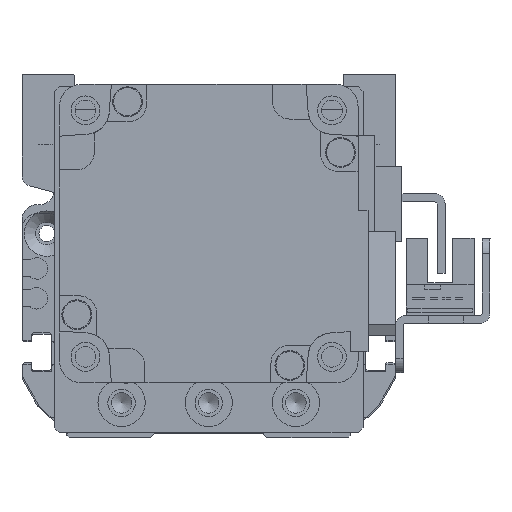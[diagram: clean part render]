
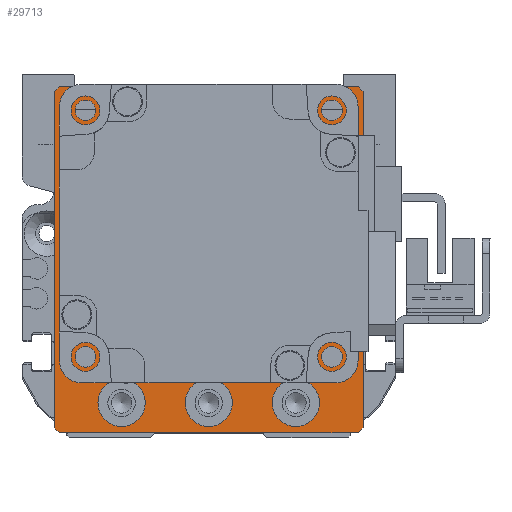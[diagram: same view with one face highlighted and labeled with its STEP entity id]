
A CAD part, left-side view. The second image highlights one B-rep face of the part: STEP entity #29713.
In plain terms, the highlighted face is planar.
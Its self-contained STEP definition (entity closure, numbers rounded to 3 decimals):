
#945=FACE_BOUND('',#5905,.T.);
#946=FACE_BOUND('',#5906,.T.);
#947=FACE_BOUND('',#5907,.T.);
#948=FACE_BOUND('',#5908,.T.);
#949=FACE_BOUND('',#5909,.T.);
#950=FACE_BOUND('',#5910,.T.);
#951=FACE_BOUND('',#5911,.T.);
#952=FACE_BOUND('',#5912,.T.);
#1700=PLANE('',#33381);
#3860=FACE_OUTER_BOUND('',#5904,.T.);
#5904=EDGE_LOOP('',(#26820,#26821,#26822,#26823,#26824,#26825,#26826,#26827));
#5905=EDGE_LOOP('',(#26828));
#5906=EDGE_LOOP('',(#26829));
#5907=EDGE_LOOP('',(#26830));
#5908=EDGE_LOOP('',(#26831));
#5909=EDGE_LOOP('',(#26832));
#5910=EDGE_LOOP('',(#26833));
#5911=EDGE_LOOP('',(#26834));
#5912=EDGE_LOOP('',(#26835));
#8222=LINE('',#51320,#10591);
#8225=LINE('',#51325,#10594);
#8227=LINE('',#51329,#10596);
#8229=LINE('',#51333,#10598);
#8231=LINE('',#51338,#10600);
#8233=LINE('',#51341,#10602);
#8234=LINE('',#51343,#10603);
#8235=LINE('',#51344,#10604);
#10591=VECTOR('',#41687,10.);
#10594=VECTOR('',#41692,10.);
#10596=VECTOR('',#41696,10.);
#10598=VECTOR('',#41700,10.);
#10600=VECTOR('',#41704,10.);
#10602=VECTOR('',#41708,10.);
#10603=VECTOR('',#41709,10.);
#10604=VECTOR('',#41710,10.);
#12513=CIRCLE('',#33382,25.);
#12514=CIRCLE('',#33383,2.067);
#12515=CIRCLE('',#33384,2.067);
#12516=CIRCLE('',#33385,2.067);
#12517=CIRCLE('',#33386,2.067);
#12518=CIRCLE('',#33387,4.75);
#12519=CIRCLE('',#33388,4.75);
#12520=CIRCLE('',#33389,4.75);
#15079=VERTEX_POINT('',#51317);
#15080=VERTEX_POINT('',#51319);
#15081=VERTEX_POINT('',#51323);
#15082=VERTEX_POINT('',#51327);
#15083=VERTEX_POINT('',#51331);
#15084=VERTEX_POINT('',#51335);
#15085=VERTEX_POINT('',#51337);
#15086=VERTEX_POINT('',#51342);
#15087=VERTEX_POINT('',#51345);
#15088=VERTEX_POINT('',#51347);
#15089=VERTEX_POINT('',#51349);
#15090=VERTEX_POINT('',#51351);
#15091=VERTEX_POINT('',#51353);
#15092=VERTEX_POINT('',#51355);
#15093=VERTEX_POINT('',#51357);
#15094=VERTEX_POINT('',#51359);
#19062=EDGE_CURVE('',#15079,#15080,#8222,.T.);
#19065=EDGE_CURVE('',#15079,#15081,#8225,.T.);
#19067=EDGE_CURVE('',#15082,#15081,#8227,.T.);
#19069=EDGE_CURVE('',#15082,#15083,#8229,.T.);
#19071=EDGE_CURVE('',#15084,#15085,#8231,.T.);
#19073=EDGE_CURVE('',#15084,#15080,#8233,.T.);
#19074=EDGE_CURVE('',#15086,#15083,#8234,.T.);
#19075=EDGE_CURVE('',#15086,#15085,#8235,.T.);
#19076=EDGE_CURVE('',#15087,#15087,#12513,.T.);
#19077=EDGE_CURVE('',#15088,#15088,#12514,.T.);
#19078=EDGE_CURVE('',#15089,#15089,#12515,.T.);
#19079=EDGE_CURVE('',#15090,#15090,#12516,.T.);
#19080=EDGE_CURVE('',#15091,#15091,#12517,.T.);
#19081=EDGE_CURVE('',#15092,#15092,#12518,.T.);
#19082=EDGE_CURVE('',#15093,#15093,#12519,.T.);
#19083=EDGE_CURVE('',#15094,#15094,#12520,.T.);
#26820=ORIENTED_EDGE('',*,*,#19071,.F.);
#26821=ORIENTED_EDGE('',*,*,#19073,.T.);
#26822=ORIENTED_EDGE('',*,*,#19062,.F.);
#26823=ORIENTED_EDGE('',*,*,#19065,.T.);
#26824=ORIENTED_EDGE('',*,*,#19067,.F.);
#26825=ORIENTED_EDGE('',*,*,#19069,.T.);
#26826=ORIENTED_EDGE('',*,*,#19074,.F.);
#26827=ORIENTED_EDGE('',*,*,#19075,.T.);
#26828=ORIENTED_EDGE('',*,*,#19076,.T.);
#26829=ORIENTED_EDGE('',*,*,#19077,.T.);
#26830=ORIENTED_EDGE('',*,*,#19078,.T.);
#26831=ORIENTED_EDGE('',*,*,#19079,.T.);
#26832=ORIENTED_EDGE('',*,*,#19080,.T.);
#26833=ORIENTED_EDGE('',*,*,#19081,.T.);
#26834=ORIENTED_EDGE('',*,*,#19082,.T.);
#26835=ORIENTED_EDGE('',*,*,#19083,.T.);
#29713=ADVANCED_FACE('',(#3860,#945,#946,#947,#948,#949,#950,#951,#952),
#1700,.T.);
#33381=AXIS2_PLACEMENT_3D('',#51340,#41706,#41707);
#33382=AXIS2_PLACEMENT_3D('',#51346,#41711,#41712);
#33383=AXIS2_PLACEMENT_3D('',#51348,#41713,#41714);
#33384=AXIS2_PLACEMENT_3D('',#51350,#41715,#41716);
#33385=AXIS2_PLACEMENT_3D('',#51352,#41717,#41718);
#33386=AXIS2_PLACEMENT_3D('',#51354,#41719,#41720);
#33387=AXIS2_PLACEMENT_3D('',#51356,#41721,#41722);
#33388=AXIS2_PLACEMENT_3D('',#51358,#41723,#41724);
#33389=AXIS2_PLACEMENT_3D('',#51360,#41725,#41726);
#41687=DIRECTION('',(-0.707,-0.707,0.));
#41692=DIRECTION('',(0.,1.,0.));
#41696=DIRECTION('',(0.707,-0.707,0.));
#41700=DIRECTION('',(-1.,0.,0.));
#41704=DIRECTION('',(-0.707,0.707,0.));
#41706=DIRECTION('center_axis',(0.,0.,1.));
#41707=DIRECTION('ref_axis',(1.,0.,0.));
#41708=DIRECTION('',(1.,0.,0.));
#41709=DIRECTION('',(0.707,0.707,0.));
#41710=DIRECTION('',(0.,-1.,0.));
#41711=DIRECTION('center_axis',(0.,0.,-1.));
#41712=DIRECTION('ref_axis',(1.,0.,0.));
#41713=DIRECTION('center_axis',(0.,0.,-1.));
#41714=DIRECTION('ref_axis',(1.,0.,0.));
#41715=DIRECTION('center_axis',(0.,0.,-1.));
#41716=DIRECTION('ref_axis',(1.,0.,0.));
#41717=DIRECTION('center_axis',(0.,0.,-1.));
#41718=DIRECTION('ref_axis',(1.,0.,0.));
#41719=DIRECTION('center_axis',(0.,0.,-1.));
#41720=DIRECTION('ref_axis',(1.,0.,0.));
#41721=DIRECTION('center_axis',(0.,0.,-1.));
#41722=DIRECTION('ref_axis',(1.,0.,0.));
#41723=DIRECTION('center_axis',(0.,0.,-1.));
#41724=DIRECTION('ref_axis',(1.,0.,0.));
#41725=DIRECTION('center_axis',(0.,0.,-1.));
#41726=DIRECTION('ref_axis',(1.,0.,0.));
#51317=CARTESIAN_POINT('',(31.,-33.75,59.));
#51319=CARTESIAN_POINT('',(30.,-34.75,59.));
#51320=CARTESIAN_POINT('',(31.438,-33.313,59.));
#51323=CARTESIAN_POINT('',(31.,33.75,59.));
#51325=CARTESIAN_POINT('',(31.,-34.75,59.));
#51327=CARTESIAN_POINT('',(30.,34.75,59.));
#51329=CARTESIAN_POINT('',(31.438,33.313,59.));
#51331=CARTESIAN_POINT('',(-30.,34.75,59.));
#51333=CARTESIAN_POINT('',(31.,34.75,59.));
#51335=CARTESIAN_POINT('',(-30.,-34.75,59.));
#51337=CARTESIAN_POINT('',(-31.,-33.75,59.));
#51338=CARTESIAN_POINT('',(-31.438,-33.313,59.));
#51340=CARTESIAN_POINT('Origin',(0.,0.,
59.));
#51341=CARTESIAN_POINT('',(-31.,-34.75,59.));
#51342=CARTESIAN_POINT('',(-31.,33.75,59.));
#51343=CARTESIAN_POINT('',(-31.438,33.313,59.));
#51344=CARTESIAN_POINT('',(-31.,34.75,59.));
#51345=CARTESIAN_POINT('',(-25.,5.25,59.));
#51346=CARTESIAN_POINT('Origin',(0.,5.25,59.));
#51347=CARTESIAN_POINT('',(22.682,-19.499,59.));
#51348=CARTESIAN_POINT('Origin',(24.749,-19.499,59.));
#51349=CARTESIAN_POINT('',(22.682,29.999,59.));
#51350=CARTESIAN_POINT('Origin',(24.749,29.999,59.));
#51351=CARTESIAN_POINT('',(-26.816,29.999,59.));
#51352=CARTESIAN_POINT('Origin',(-24.749,29.999,59.));
#51353=CARTESIAN_POINT('',(-26.816,-19.499,59.));
#51354=CARTESIAN_POINT('Origin',(-24.749,-19.499,59.));
#51355=CARTESIAN_POINT('',(12.75,-28.75,59.));
#51356=CARTESIAN_POINT('Origin',(17.5,-28.75,59.));
#51357=CARTESIAN_POINT('',(-4.75,-28.75,59.));
#51358=CARTESIAN_POINT('Origin',(0.,-28.75,59.));
#51359=CARTESIAN_POINT('',(-22.25,-28.75,59.));
#51360=CARTESIAN_POINT('Origin',(-17.5,-28.75,59.));
